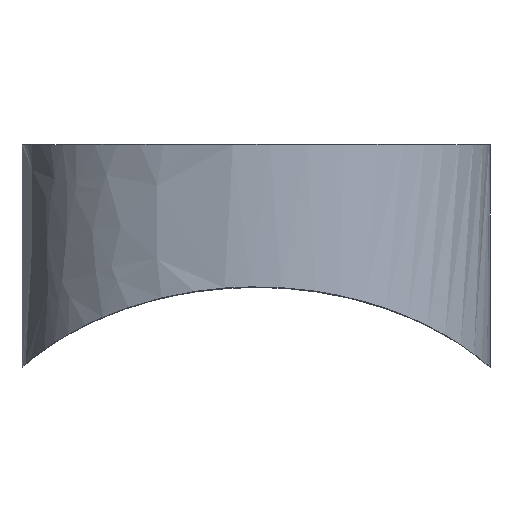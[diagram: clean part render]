
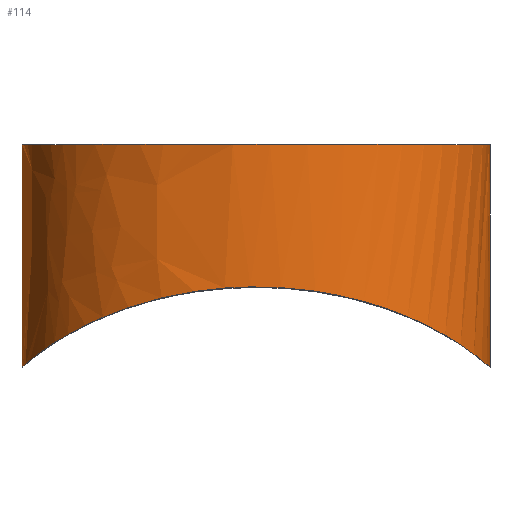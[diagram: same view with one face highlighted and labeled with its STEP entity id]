
A CAD part, top view. The second image highlights one B-rep face of the part: STEP entity #114.
In plain terms, the highlighted free-form (B-spline) face has degree [3, 1] with [13, 2] control points.
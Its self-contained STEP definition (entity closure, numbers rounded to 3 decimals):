
#15=B_SPLINE_SURFACE_WITH_KNOTS('',3,1,((#327,#328),(#329,#330),(#331,#332),
(#333,#334),(#335,#336),(#337,#338),(#339,#340),(#341,#342),(#343,#344),
(#345,#346),(#347,#348),(#349,#350),(#351,#352)),.UNSPECIFIED.,.F.,.F.,
 .F.,(4,1,1,1,1,1,1,1,1,1,4),(2,2),(3.142,3.338,3.534,
3.927,4.32,4.712,5.105,5.498,
5.89,6.087,6.283),(0.,0.96),
 .UNSPECIFIED.);
#21=LINE('',#353,#26);
#22=LINE('',#354,#27);
#26=VECTOR('',#151,1300.);
#27=VECTOR('',#152,10.833);
#40=FACE_OUTER_BOUND('',#49,.T.);
#49=EDGE_LOOP('',(#97,#98,#99,#100));
#53=B_SPLINE_CURVE_WITH_KNOTS('',3,(#170,#171,#172,#173,#174,#175,#176,
#177,#178,#179,#180,#181,#182),.UNSPECIFIED.,.F.,.F.,(4,1,1,1,1,1,1,1,1,
1,4),(3.142,3.338,3.534,3.927,
4.32,4.712,5.105,5.498,5.89,
6.087,6.283),.UNSPECIFIED.);
#54=B_SPLINE_CURVE_WITH_KNOTS('',3,(#211,#212,#213,#214,#215,#216,#217,
#218,#219,#220,#221,#222,#223,#224,#225,#226,#227,#228,#229,#230,#231,#232,
#233,#234,#235,#236),.UNSPECIFIED.,.F.,.F.,(4,2,2,2,2,2,2,2,2,2,2,2,4),
(0.,0.059,0.134,0.368,0.652,
1.001,1.255,1.507,1.771,2.034,
2.224,2.299,2.354),.UNSPECIFIED.);
#58=VERTEX_POINT('',#155);
#59=VERTEX_POINT('',#156);
#63=VERTEX_POINT('',#209);
#64=VERTEX_POINT('',#210);
#68=EDGE_CURVE('',#59,#58,#53,.T.);
#73=EDGE_CURVE('',#63,#64,#54,.T.);
#79=EDGE_CURVE('',#59,#63,#21,.T.);
#80=EDGE_CURVE('',#64,#58,#22,.T.);
#97=ORIENTED_EDGE('',*,*,#79,.T.);
#98=ORIENTED_EDGE('',*,*,#73,.T.);
#99=ORIENTED_EDGE('',*,*,#80,.T.);
#100=ORIENTED_EDGE('',*,*,#68,.F.);
#114=ADVANCED_FACE('',(#40),#15,.F.);
#151=DIRECTION('',(0.,-1.,0.));
#152=DIRECTION('',(0.,1.,0.));
#155=CARTESIAN_POINT('',(9.8,8.,0.));
#156=CARTESIAN_POINT('',(-8.4,8.,0.));
#170=CARTESIAN_POINT('Ctrl Pts',(-8.4,8.,0.));
#171=CARTESIAN_POINT('Ctrl Pts',(-8.4,8.,0.62));
#172=CARTESIAN_POINT('Ctrl Pts',(-8.199,8.,1.861));
#173=CARTESIAN_POINT('Ctrl Pts',(-7.136,8.,3.988));
#174=CARTESIAN_POINT('Ctrl Pts',(-5.105,8.,5.774));
#175=CARTESIAN_POINT('Ctrl Pts',(-2.3,8.,6.906));
#176=CARTESIAN_POINT('Ctrl Pts',(0.7,8.,7.272));
#177=CARTESIAN_POINT('Ctrl Pts',(3.7,8.,6.906));
#178=CARTESIAN_POINT('Ctrl Pts',(6.505,8.,5.774));
#179=CARTESIAN_POINT('Ctrl Pts',(8.536,8.,3.988));
#180=CARTESIAN_POINT('Ctrl Pts',(9.599,8.,1.861));
#181=CARTESIAN_POINT('Ctrl Pts',(9.8,8.,0.62));
#182=CARTESIAN_POINT('Ctrl Pts',(9.8,8.,0.));
#209=CARTESIAN_POINT('',(-8.4,-0.667,0.));
#210=CARTESIAN_POINT('',(9.8,-0.667,0.));
#211=CARTESIAN_POINT('Ctrl Pts',(-8.4,-0.667,0.));
#212=CARTESIAN_POINT('Ctrl Pts',(-8.4,-0.667,0.211));
#213=CARTESIAN_POINT('Ctrl Pts',(-8.388,-0.655,0.423));
#214=CARTESIAN_POINT('Ctrl Pts',(-8.337,-0.609,0.901));
#215=CARTESIAN_POINT('Ctrl Pts',(-8.289,-0.567,1.168));
#216=CARTESIAN_POINT('Ctrl Pts',(-8.028,-0.345,2.233));
#217=CARTESIAN_POINT('Ctrl Pts',(-7.687,-0.07,2.917));
#218=CARTESIAN_POINT('Ctrl Pts',(-6.803,0.515,4.204));
#219=CARTESIAN_POINT('Ctrl Pts',(-6.199,0.859,4.799));
#220=CARTESIAN_POINT('Ctrl Pts',(-4.653,1.556,5.908));
#221=CARTESIAN_POINT('Ctrl Pts',(-3.572,1.932,6.441));
#222=CARTESIAN_POINT('Ctrl Pts',(-1.321,2.364,7.023));
#223=CARTESIAN_POINT('Ctrl Pts',(-0.331,2.459,7.147));
#224=CARTESIAN_POINT('Ctrl Pts',(1.657,2.464,7.153));
#225=CARTESIAN_POINT('Ctrl Pts',(2.643,2.373,7.035));
#226=CARTESIAN_POINT('Ctrl Pts',(4.578,2.013,6.55));
#227=CARTESIAN_POINT('Ctrl Pts',(5.51,1.74,6.174));
#228=CARTESIAN_POINT('Ctrl Pts',(7.191,1.074,5.152));
#229=CARTESIAN_POINT('Ctrl Pts',(7.929,0.678,4.518));
#230=CARTESIAN_POINT('Ctrl Pts',(8.937,0.038,3.177));
#231=CARTESIAN_POINT('Ctrl Pts',(9.321,-0.258,2.484));
#232=CARTESIAN_POINT('Ctrl Pts',(9.645,-0.528,1.386));
#233=CARTESIAN_POINT('Ctrl Pts',(9.713,-0.587,1.062));
#234=CARTESIAN_POINT('Ctrl Pts',(9.784,-0.652,0.491));
#235=CARTESIAN_POINT('Ctrl Pts',(9.8,-0.667,0.246));
#236=CARTESIAN_POINT('Ctrl Pts',(9.8,-0.667,0.));
#327=CARTESIAN_POINT('Ctrl Pts',(-8.4,8.,0.));
#328=CARTESIAN_POINT('Ctrl Pts',(-8.4,-2.4,0.));
#329=CARTESIAN_POINT('Ctrl Pts',(-8.4,8.,0.62));
#330=CARTESIAN_POINT('Ctrl Pts',(-8.4,-2.4,0.62));
#331=CARTESIAN_POINT('Ctrl Pts',(-8.199,8.,1.861));
#332=CARTESIAN_POINT('Ctrl Pts',(-8.199,-2.4,1.861));
#333=CARTESIAN_POINT('Ctrl Pts',(-7.136,8.,3.988));
#334=CARTESIAN_POINT('Ctrl Pts',(-7.136,-2.4,3.988));
#335=CARTESIAN_POINT('Ctrl Pts',(-5.105,8.,5.774));
#336=CARTESIAN_POINT('Ctrl Pts',(-5.105,-2.4,5.774));
#337=CARTESIAN_POINT('Ctrl Pts',(-2.3,8.,6.906));
#338=CARTESIAN_POINT('Ctrl Pts',(-2.3,-2.4,6.906));
#339=CARTESIAN_POINT('Ctrl Pts',(0.7,8.,7.272));
#340=CARTESIAN_POINT('Ctrl Pts',(0.7,-2.4,7.272));
#341=CARTESIAN_POINT('Ctrl Pts',(3.7,8.,6.906));
#342=CARTESIAN_POINT('Ctrl Pts',(3.7,-2.4,6.906));
#343=CARTESIAN_POINT('Ctrl Pts',(6.505,8.,5.774));
#344=CARTESIAN_POINT('Ctrl Pts',(6.505,-2.4,5.774));
#345=CARTESIAN_POINT('Ctrl Pts',(8.536,8.,3.988));
#346=CARTESIAN_POINT('Ctrl Pts',(8.536,-2.4,3.988));
#347=CARTESIAN_POINT('Ctrl Pts',(9.599,8.,1.861));
#348=CARTESIAN_POINT('Ctrl Pts',(9.599,-2.4,1.861));
#349=CARTESIAN_POINT('Ctrl Pts',(9.8,8.,0.62));
#350=CARTESIAN_POINT('Ctrl Pts',(9.8,-2.4,0.62));
#351=CARTESIAN_POINT('Ctrl Pts',(9.8,8.,0.));
#352=CARTESIAN_POINT('Ctrl Pts',(9.8,-2.4,0.));
#353=CARTESIAN_POINT('',(-8.4,5.833,0.));
#354=CARTESIAN_POINT('',(9.8,5.833,0.));
